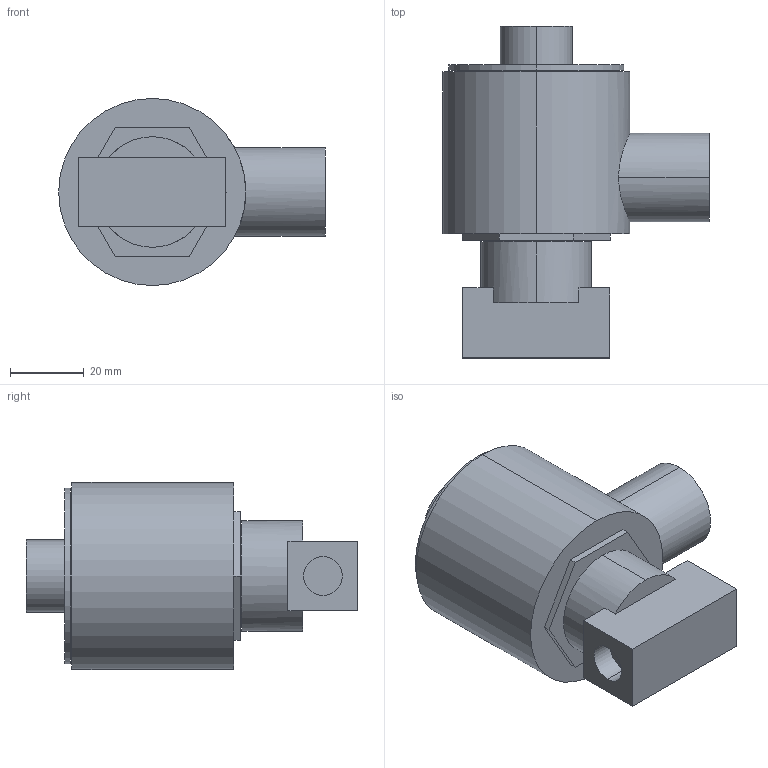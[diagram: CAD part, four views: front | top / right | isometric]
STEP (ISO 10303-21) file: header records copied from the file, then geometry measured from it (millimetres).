
FILE_DESCRIPTION (( 'STEP AP214' ), '1' );
FILE_NAME ('YS301X-9A.STEP', '2025-09-05T07:27:50', ( '' ), ( '' ), 'SwSTEP 2.0', 'SolidWorks 2024', '' );
FILE_SCHEMA (( 'AUTOMOTIVE_DESIGN' ));
Length unit declared in the file: millimetre
Products named in the file (3): YS301X-9A; ZS301-9_9A; AS301X
Assembly tree (2 placements, depth 2):
  YS301X-9A
    ZS301-9_9A
    AS301X
Bounding box: 72.4 x 90.12 x 50.8 mm (x, y, z)
Volume: 126158 mm3; surface area: 22184.7 mm2
Topology: 2 solids, 2 shells, 50 faces, 108 edges, 72 vertices
Faces by surface type: plane 28, cylinder 22
Entity records: 1561 total; most frequent: CARTESIAN_POINT 334, DIRECTION 262, ORIENTED_EDGE 216, EDGE_CURVE 108, AXIS2_PLACEMENT_3D 101, VERTEX_POINT 72, VECTOR 60, EDGE_LOOP 60
